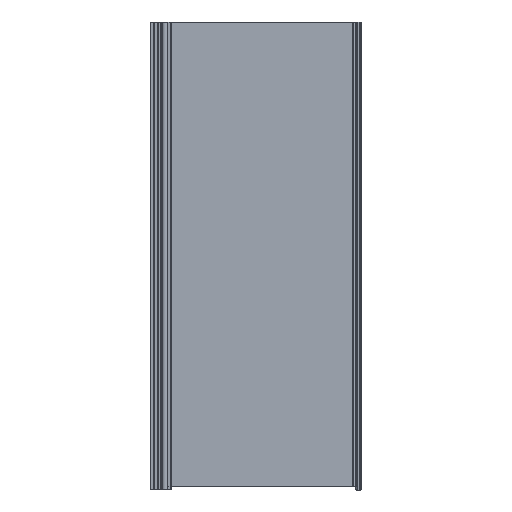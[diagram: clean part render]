
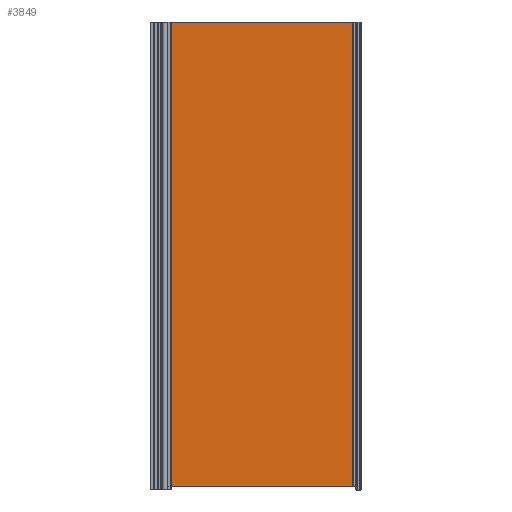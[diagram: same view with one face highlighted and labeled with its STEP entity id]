
A CAD part, top view. The second image highlights one B-rep face of the part: STEP entity #3849.
In plain terms, the highlighted planar face has unit normal (0, 0, 1).
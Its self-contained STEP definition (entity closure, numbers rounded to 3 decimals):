
#38 = ORIENTED_EDGE ( 'NONE', *, *, #4284, .T. ) ;
#264 = VERTEX_POINT ( 'NONE', #887 ) ;
#596 = DIRECTION ( 'NONE',  ( 0., -1., 0. ) ) ;
#638 = CARTESIAN_POINT ( 'NONE',  ( 88.7, 2000., 893. ) ) ;
#685 = ORIENTED_EDGE ( 'NONE', *, *, #716, .T. ) ;
#716 = EDGE_CURVE ( 'NONE', #1842, #264, #720, .T. ) ;
#720 = LINE ( 'NONE', #638, #2682 ) ;
#887 = CARTESIAN_POINT ( 'NONE',  ( 88.7, 15., 893. ) ) ;
#945 = EDGE_CURVE ( 'NONE', #1842, #1425, #3669, .T. ) ;
#1314 = CARTESIAN_POINT ( 'NONE',  ( 0., 15., 893. ) ) ;
#1425 = VERTEX_POINT ( 'NONE', #2417 ) ;
#1506 = AXIS2_PLACEMENT_3D ( 'NONE', #1977, #2769, #4138 ) ;
#1544 = CARTESIAN_POINT ( 'NONE',  ( 863.33, 2000., 893. ) ) ;
#1722 = VECTOR ( 'NONE', #1990, 1000. ) ;
#1766 = DIRECTION ( 'NONE',  ( 1., 0., 0. ) ) ;
#1842 = VERTEX_POINT ( 'NONE', #3006 ) ;
#1900 = VECTOR ( 'NONE', #1766, 1000. ) ;
#1977 = CARTESIAN_POINT ( 'NONE',  ( 0., 2000., 893. ) ) ;
#1990 = DIRECTION ( 'NONE',  ( 0., -1., 0. ) ) ;
#2417 = CARTESIAN_POINT ( 'NONE',  ( 863.33, 2000., 893. ) ) ;
#2439 = EDGE_LOOP ( 'NONE', ( #38, #5627, #2585, #685 ) ) ;
#2461 = VECTOR ( 'NONE', #5282, 1000. ) ;
#2585 = ORIENTED_EDGE ( 'NONE', *, *, #945, .F. ) ;
#2682 = VECTOR ( 'NONE', #596, 1000. ) ;
#2769 = DIRECTION ( 'NONE',  ( 0., 0., -1. ) ) ;
#2993 = CARTESIAN_POINT ( 'NONE',  ( 863.33, 15., 893. ) ) ;
#3006 = CARTESIAN_POINT ( 'NONE',  ( 88.7, 2000., 893. ) ) ;
#3669 = LINE ( 'NONE', #3869, #2461 ) ;
#3674 = PLANE ( 'NONE',  #1506 ) ;
#3849 = ADVANCED_FACE ( 'NONE', ( #5288 ), #3674, .F. ) ;
#3869 = CARTESIAN_POINT ( 'NONE',  ( 0., 2000., 893. ) ) ;
#4138 = DIRECTION ( 'NONE',  ( -1., 0., 0. ) ) ;
#4284 = EDGE_CURVE ( 'NONE', #264, #5415, #5081, .T. ) ;
#4724 = EDGE_CURVE ( 'NONE', #1425, #5415, #5097, .T. ) ;
#5081 = LINE ( 'NONE', #1314, #1900 ) ;
#5097 = LINE ( 'NONE', #1544, #1722 ) ;
#5282 = DIRECTION ( 'NONE',  ( 1., 0., 0. ) ) ;
#5288 = FACE_OUTER_BOUND ( 'NONE', #2439, .T. ) ;
#5415 = VERTEX_POINT ( 'NONE', #2993 ) ;
#5627 = ORIENTED_EDGE ( 'NONE', *, *, #4724, .F. ) ;
